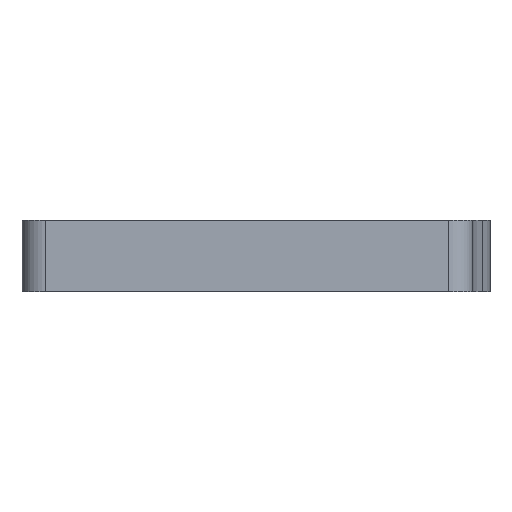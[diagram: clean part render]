
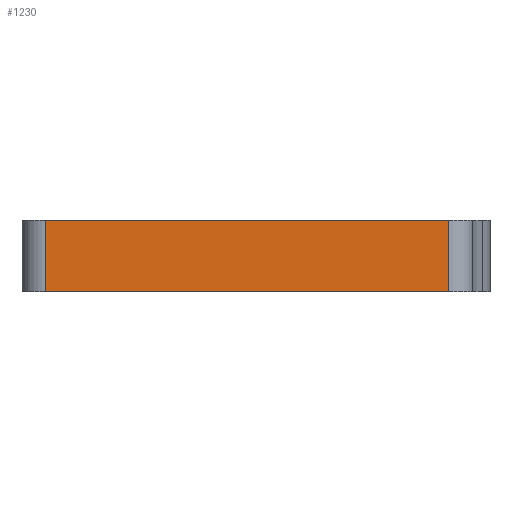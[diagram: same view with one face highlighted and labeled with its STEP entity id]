
A CAD part, left-side view. The second image highlights one B-rep face of the part: STEP entity #1230.
In plain terms, the highlighted planar face has unit normal (-1, 0, 0).
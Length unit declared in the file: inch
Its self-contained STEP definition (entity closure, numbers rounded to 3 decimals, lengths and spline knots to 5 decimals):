
#58 = VECTOR ( 'NONE', #552, 39.37008 ) ;
#164 = PLANE ( 'NONE',  #969 ) ;
#217 = LINE ( 'NONE', #663, #915 ) ;
#273 = VERTEX_POINT ( 'NONE', #609 ) ;
#296 = VERTEX_POINT ( 'NONE', #876 ) ;
#334 = ORIENTED_EDGE ( 'NONE', *, *, #1454, .F. ) ;
#361 = ORIENTED_EDGE ( 'NONE', *, *, #1292, .T. ) ;
#381 = ORIENTED_EDGE ( 'NONE', *, *, #528, .F. ) ;
#391 = ORIENTED_EDGE ( 'NONE', *, *, #651, .T. ) ;
#403 = DIRECTION ( 'NONE',  ( 0., -1., 0. ) ) ;
#439 = CARTESIAN_POINT ( 'NONE',  ( -1.1875, 1.0625, 0.375 ) ) ;
#440 = VERTEX_POINT ( 'NONE', #686 ) ;
#473 = LINE ( 'NONE', #795, #1160 ) ;
#528 = EDGE_CURVE ( 'NONE', #1465, #296, #1189, .T. ) ;
#535 = VECTOR ( 'NONE', #403, 39.37008 ) ;
#552 = DIRECTION ( 'NONE',  ( 0., 0., -1. ) ) ;
#609 = CARTESIAN_POINT ( 'NONE',  ( -1.1875, -1.0625, 0. ) ) ;
#651 = EDGE_CURVE ( 'NONE', #440, #273, #217, .T. ) ;
#663 = CARTESIAN_POINT ( 'NONE',  ( -1.1875, 0., 0. ) ) ;
#685 = DIRECTION ( 'NONE',  ( 0., -1., 0. ) ) ;
#686 = CARTESIAN_POINT ( 'NONE',  ( -1.1875, 1.0625, 0. ) ) ;
#708 = CARTESIAN_POINT ( 'NONE',  ( -1.1875, 0., 0.375 ) ) ;
#720 = DIRECTION ( 'NONE',  ( 0., 0., -1. ) ) ;
#795 = CARTESIAN_POINT ( 'NONE',  ( -1.1875, -1.0625, 0.375 ) ) ;
#841 = DIRECTION ( 'NONE',  ( 1., 0., 0. ) ) ;
#876 = CARTESIAN_POINT ( 'NONE',  ( -1.1875, -1.0625, 0.375 ) ) ;
#915 = VECTOR ( 'NONE', #685, 39.37008 ) ;
#969 = AXIS2_PLACEMENT_3D ( 'NONE', #1424, #841, #720 ) ;
#1068 = CARTESIAN_POINT ( 'NONE',  ( -1.1875, 1.0625, 0.375 ) ) ;
#1112 = EDGE_LOOP ( 'NONE', ( #391, #334, #381, #361 ) ) ;
#1138 = DIRECTION ( 'NONE',  ( 0., 0., -1. ) ) ;
#1160 = VECTOR ( 'NONE', #1138, 39.37008 ) ;
#1189 = LINE ( 'NONE', #708, #535 ) ;
#1230 = ADVANCED_FACE ( 'NONE', ( #1428 ), #164, .F. ) ;
#1292 = EDGE_CURVE ( 'NONE', #1465, #440, #1325, .T. ) ;
#1325 = LINE ( 'NONE', #439, #58 ) ;
#1424 = CARTESIAN_POINT ( 'NONE',  ( -1.1875, 0., 0.375 ) ) ;
#1428 = FACE_OUTER_BOUND ( 'NONE', #1112, .T. ) ;
#1454 = EDGE_CURVE ( 'NONE', #296, #273, #473, .T. ) ;
#1465 = VERTEX_POINT ( 'NONE', #1068 ) ;
